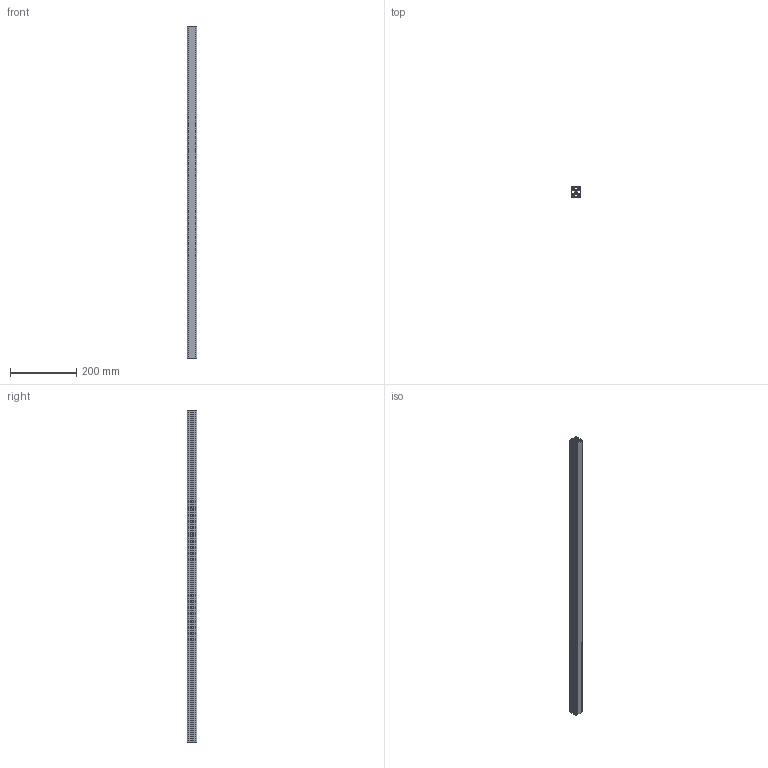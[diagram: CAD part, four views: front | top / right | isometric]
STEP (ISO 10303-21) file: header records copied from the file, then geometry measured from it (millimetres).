
FILE_DESCRIPTION(/* description */ (''),/* implementation_level */ '2;1');
FILE_NAME(/* name */ '10066_KriTec_Profil_6_30x30_2N_180_leicht.stp',/* time_stamp */ '2014-08-27T11:24:37+02:00',/* author */ ('kostic'),/* organization */ (''),/* preprocessor_version */ 'ST-DEVELOPER v15.2',/* originating_system */ 'Autodesk Inventor 2014',/* authorisation */ '');
FILE_SCHEMA (('AUTOMOTIVE_DESIGN { 1 0 10303 214 3 1 1 }'));
Length unit declared in the file: millimetre
Products named in the file (1): 10066_KriTec_Profil_6_30x30_2N_180°_leicht
Bounding box: 30 x 30 x 1000 mm (x, y, z)
Volume: 360133.4 mm3; surface area: 359943.6 mm2
Topology: 1 solids, 1 shells, 155 faces, 459 edges, 306 vertices
Faces by surface type: plane 78, cylinder 77
Full cylindrical faces by diameter (mm): 5 x1
Entity records: 5271 total; most frequent: DIRECTION 924, CARTESIAN_POINT 920, ORIENTED_EDGE 916, EDGE_CURVE 458, AXIS2_PLACEMENT_3D 310, VERTEX_POINT 306, LINE 304, VECTOR 304
